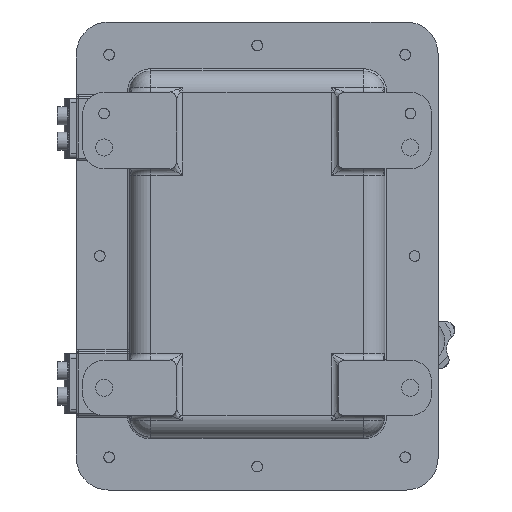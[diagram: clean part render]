
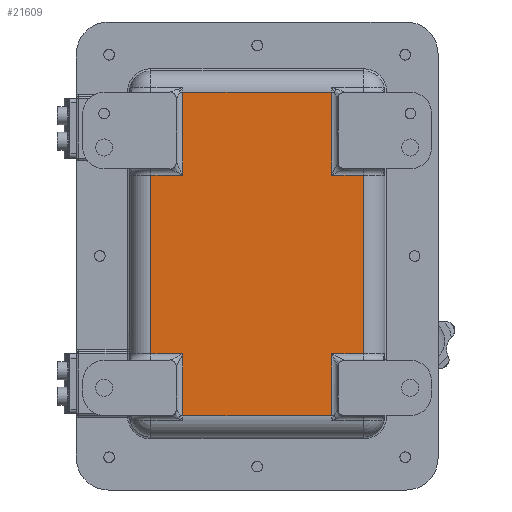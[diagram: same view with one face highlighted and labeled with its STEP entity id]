
A CAD part, front view. The second image highlights one B-rep face of the part: STEP entity #21609.
In plain terms, the highlighted planar face has unit normal (0, -1, 0).
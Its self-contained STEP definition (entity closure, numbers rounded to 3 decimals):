
#154 = VECTOR ( 'NONE', #44454, 1000. ) ;
#1308 = ORIENTED_EDGE ( 'NONE', *, *, #30556, .T. ) ;
#1320 = CARTESIAN_POINT ( 'NONE',  ( -50., 0., -49. ) ) ;
#1960 = EDGE_CURVE ( 'NONE', #31295, #7836, #21462, .T. ) ;
#2000 = CARTESIAN_POINT ( 'NONE',  ( 38., 0., 38. ) ) ;
#2280 = ORIENTED_EDGE ( 'NONE', *, *, #30860, .T. ) ;
#2559 = FACE_OUTER_BOUND ( 'NONE', #8926, .T. ) ;
#2583 = VECTOR ( 'NONE', #25367, 1000. ) ;
#2848 = LINE ( 'NONE', #5954, #43568 ) ;
#3169 = VECTOR ( 'NONE', #9719, 1000. ) ;
#5786 = DIRECTION ( 'NONE',  ( 0., 0., -1. ) ) ;
#5954 = CARTESIAN_POINT ( 'NONE',  ( -35., 0., -75. ) ) ;
#6303 = LINE ( 'NONE', #39106, #45218 ) ;
#7836 = VERTEX_POINT ( 'NONE', #11404 ) ;
#8225 = CARTESIAN_POINT ( 'NONE',  ( 56., 0., -46. ) ) ;
#8917 = CARTESIAN_POINT ( 'NONE',  ( -38., 0., -46. ) ) ;
#8926 = EDGE_LOOP ( 'NONE', ( #18271, #24531, #24248, #34789, #31511, #36630, #37009, #15423, #1308, #17322, #21134, #2280 ) ) ;
#8962 = EDGE_CURVE ( 'NONE', #48092, #11151, #41956, .T. ) ;
#9093 = CARTESIAN_POINT ( 'NONE',  ( 50., 0., 38. ) ) ;
#9719 = DIRECTION ( 'NONE',  ( 1., 0., 0. ) ) ;
#10177 = CARTESIAN_POINT ( 'NONE',  ( 50., 0., -46. ) ) ;
#10609 = LINE ( 'NONE', #2000, #11208 ) ;
#10729 = VERTEX_POINT ( 'NONE', #9093 ) ;
#11151 = VERTEX_POINT ( 'NONE', #16351 ) ;
#11208 = VECTOR ( 'NONE', #29376, 1000. ) ;
#11404 = CARTESIAN_POINT ( 'NONE',  ( -35., 0., 77. ) ) ;
#11568 = CARTESIAN_POINT ( 'NONE',  ( 35., 0., -49. ) ) ;
#11902 = VECTOR ( 'NONE', #32521, 1000. ) ;
#13340 = CARTESIAN_POINT ( 'NONE',  ( 50., 0., -75. ) ) ;
#14539 = AXIS2_PLACEMENT_3D ( 'NONE', #25902, #41768, #49686 ) ;
#15134 = LINE ( 'NONE', #11568, #45401 ) ;
#15188 = DIRECTION ( 'NONE',  ( 0., 0., 1. ) ) ;
#15423 = ORIENTED_EDGE ( 'NONE', *, *, #31077, .T. ) ;
#16127 = DIRECTION ( 'NONE',  ( -1., 0., 0. ) ) ;
#16272 = LINE ( 'NONE', #20939, #11902 ) ;
#16351 = CARTESIAN_POINT ( 'NONE',  ( -50., 0., -46. ) ) ;
#17322 = ORIENTED_EDGE ( 'NONE', *, *, #1960, .T. ) ;
#17400 = CARTESIAN_POINT ( 'NONE',  ( 50., 0., 41. ) ) ;
#18271 = ORIENTED_EDGE ( 'NONE', *, *, #8962, .T. ) ;
#20939 = CARTESIAN_POINT ( 'NONE',  ( -35., 0., 81. ) ) ;
#21134 = ORIENTED_EDGE ( 'NONE', *, *, #39189, .T. ) ;
#21462 = LINE ( 'NONE', #30817, #22054 ) ;
#21609 = ADVANCED_FACE ( 'NONE', ( #2559 ), #37820, .F. ) ;
#22054 = VECTOR ( 'NONE', #38433, 1000. ) ;
#22426 = CARTESIAN_POINT ( 'NONE',  ( -35., 0., -75. ) ) ;
#22732 = CARTESIAN_POINT ( 'NONE',  ( 35., 0., -46. ) ) ;
#24201 = LINE ( 'NONE', #8917, #154 ) ;
#24248 = ORIENTED_EDGE ( 'NONE', *, *, #26625, .T. ) ;
#24531 = ORIENTED_EDGE ( 'NONE', *, *, #40100, .T. ) ;
#25367 = DIRECTION ( 'NONE',  ( 0., 0., 1. ) ) ;
#25616 = VERTEX_POINT ( 'NONE', #22426 ) ;
#25746 = VERTEX_POINT ( 'NONE', #28086 ) ;
#25902 = CARTESIAN_POINT ( 'NONE',  ( 56., 0., 81. ) ) ;
#25991 = CARTESIAN_POINT ( 'NONE',  ( 35., 0., 81. ) ) ;
#26401 = EDGE_CURVE ( 'NONE', #49878, #36500, #43619, .T. ) ;
#26625 = EDGE_CURVE ( 'NONE', #44666, #25616, #2848, .T. ) ;
#28086 = CARTESIAN_POINT ( 'NONE',  ( -35., 0., 38. ) ) ;
#29376 = DIRECTION ( 'NONE',  ( -1., 0., 0. ) ) ;
#30556 = EDGE_CURVE ( 'NONE', #31473, #31295, #49555, .T. ) ;
#30817 = CARTESIAN_POINT ( 'NONE',  ( -50., 0., 77. ) ) ;
#30860 = EDGE_CURVE ( 'NONE', #25746, #48092, #6303, .T. ) ;
#30911 = LINE ( 'NONE', #13340, #3169 ) ;
#31077 = EDGE_CURVE ( 'NONE', #10729, #31473, #10609, .T. ) ;
#31295 = VERTEX_POINT ( 'NONE', #41147 ) ;
#31473 = VERTEX_POINT ( 'NONE', #34920 ) ;
#31511 = ORIENTED_EDGE ( 'NONE', *, *, #37619, .T. ) ;
#32521 = DIRECTION ( 'NONE',  ( 0., 0., -1. ) ) ;
#32825 = LINE ( 'NONE', #17400, #2583 ) ;
#34004 = CARTESIAN_POINT ( 'NONE',  ( 35., 0., -75. ) ) ;
#34443 = VERTEX_POINT ( 'NONE', #34004 ) ;
#34789 = ORIENTED_EDGE ( 'NONE', *, *, #46038, .T. ) ;
#34920 = CARTESIAN_POINT ( 'NONE',  ( 35., 0., 38. ) ) ;
#35569 = CARTESIAN_POINT ( 'NONE',  ( -50., 0., 38. ) ) ;
#36500 = VERTEX_POINT ( 'NONE', #10177 ) ;
#36630 = ORIENTED_EDGE ( 'NONE', *, *, #26401, .T. ) ;
#37009 = ORIENTED_EDGE ( 'NONE', *, *, #40696, .T. ) ;
#37619 = EDGE_CURVE ( 'NONE', #34443, #49878, #15134, .T. ) ;
#37820 = PLANE ( 'NONE',  #14539 ) ;
#38093 = CARTESIAN_POINT ( 'NONE',  ( -35., 0., -46. ) ) ;
#38433 = DIRECTION ( 'NONE',  ( -1., 0., 0. ) ) ;
#39102 = VECTOR ( 'NONE', #49268, 1000. ) ;
#39106 = CARTESIAN_POINT ( 'NONE',  ( 56., 0., 38. ) ) ;
#39189 = EDGE_CURVE ( 'NONE', #7836, #25746, #16272, .T. ) ;
#40100 = EDGE_CURVE ( 'NONE', #11151, #44666, #24201, .T. ) ;
#40696 = EDGE_CURVE ( 'NONE', #36500, #10729, #32825, .T. ) ;
#41147 = CARTESIAN_POINT ( 'NONE',  ( 35., 0., 77. ) ) ;
#41768 = DIRECTION ( 'NONE',  ( 0., 1., 0. ) ) ;
#41956 = LINE ( 'NONE', #1320, #43143 ) ;
#42370 = VECTOR ( 'NONE', #43408, 1000. ) ;
#43143 = VECTOR ( 'NONE', #44933, 1000. ) ;
#43408 = DIRECTION ( 'NONE',  ( 1., 0., 0. ) ) ;
#43568 = VECTOR ( 'NONE', #5786, 1000. ) ;
#43619 = LINE ( 'NONE', #8225, #42370 ) ;
#44454 = DIRECTION ( 'NONE',  ( 1., 0., 0. ) ) ;
#44666 = VERTEX_POINT ( 'NONE', #38093 ) ;
#44933 = DIRECTION ( 'NONE',  ( 0., 0., -1. ) ) ;
#45218 = VECTOR ( 'NONE', #16127, 1000. ) ;
#45401 = VECTOR ( 'NONE', #15188, 1000. ) ;
#46038 = EDGE_CURVE ( 'NONE', #25616, #34443, #30911, .T. ) ;
#48092 = VERTEX_POINT ( 'NONE', #35569 ) ;
#49268 = DIRECTION ( 'NONE',  ( 0., 0., 1. ) ) ;
#49555 = LINE ( 'NONE', #25991, #39102 ) ;
#49686 = DIRECTION ( 'NONE',  ( 0., 0., 1. ) ) ;
#49878 = VERTEX_POINT ( 'NONE', #22732 ) ;
